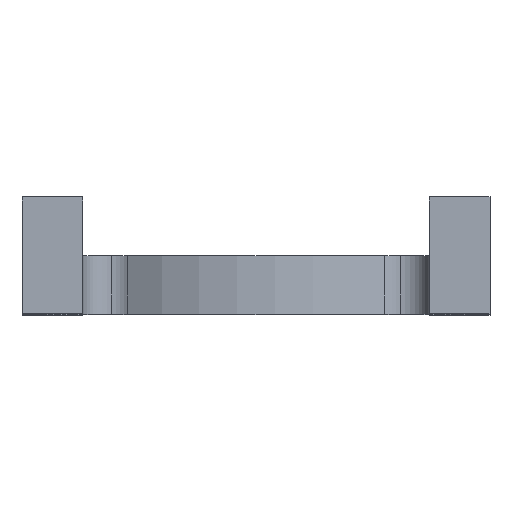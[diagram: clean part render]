
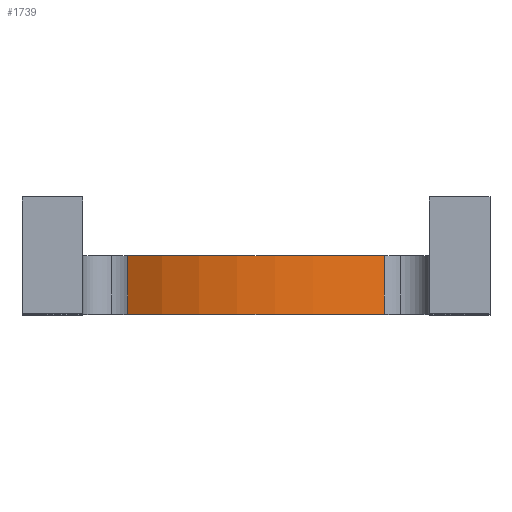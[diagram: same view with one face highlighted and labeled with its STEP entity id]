
A CAD part, top view. The second image highlights one B-rep face of the part: STEP entity #1739.
In plain terms, the highlighted cylindrical face has radius 12.7 mm (diameter 25.4 mm), a partial arc.
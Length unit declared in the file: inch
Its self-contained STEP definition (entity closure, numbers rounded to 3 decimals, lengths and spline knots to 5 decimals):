
#35 = CIRCLE ( 'NONE', #1618, 0.5 ) ;
#39 = ORIENTED_EDGE ( 'NONE', *, *, #1131, .F. ) ;
#69 = VERTEX_POINT ( 'NONE', #308 ) ;
#171 = CARTESIAN_POINT ( 'NONE',  ( 0., 0.125, 0. ) ) ;
#308 = CARTESIAN_POINT ( 'NONE',  ( -0.27363, 0., 0.41848 ) ) ;
#366 = CARTESIAN_POINT ( 'NONE',  ( 0., 0., 0. ) ) ;
#367 = LINE ( 'NONE', #2598, #1943 ) ;
#382 = CARTESIAN_POINT ( 'NONE',  ( -0.27363, -0.47791, 0.41848 ) ) ;
#420 = VERTEX_POINT ( 'NONE', #1731 ) ;
#553 = VERTEX_POINT ( 'NONE', #1837 ) ;
#564 = DIRECTION ( 'NONE',  ( 0., 0., 1. ) ) ;
#587 = DIRECTION ( 'NONE',  ( 0., 0., -1. ) ) ;
#603 = EDGE_CURVE ( 'NONE', #420, #553, #35, .T. ) ;
#780 = ORIENTED_EDGE ( 'NONE', *, *, #943, .T. ) ;
#794 = ORIENTED_EDGE ( 'NONE', *, *, #603, .F. ) ;
#943 = EDGE_CURVE ( 'NONE', #2362, #553, #367, .T. ) ;
#1023 = DIRECTION ( 'NONE',  ( 0., 1., 0. ) ) ;
#1031 = ORIENTED_EDGE ( 'NONE', *, *, #1669, .T. ) ;
#1090 = AXIS2_PLACEMENT_3D ( 'NONE', #171, #1839, #587 ) ;
#1131 = EDGE_CURVE ( 'NONE', #69, #420, #2085, .T. ) ;
#1177 = CARTESIAN_POINT ( 'NONE',  ( 0.27363, 0., 0.41848 ) ) ;
#1215 = CYLINDRICAL_SURFACE ( 'NONE', #1090, 0.5 ) ;
#1474 = CIRCLE ( 'NONE', #2089, 0.5 ) ;
#1618 = AXIS2_PLACEMENT_3D ( 'NONE', #2251, #1023, #2470 ) ;
#1669 = EDGE_CURVE ( 'NONE', #69, #2362, #1474, .T. ) ;
#1731 = CARTESIAN_POINT ( 'NONE',  ( -0.27363, 0.125, 0.41848 ) ) ;
#1739 = ADVANCED_FACE ( 'NONE', ( #1894 ), #1215, .T. ) ;
#1808 = DIRECTION ( 'NONE',  ( 0., 1., 0. ) ) ;
#1831 = DIRECTION ( 'NONE',  ( 0., 1., 0. ) ) ;
#1837 = CARTESIAN_POINT ( 'NONE',  ( 0.27363, 0.125, 0.41848 ) ) ;
#1839 = DIRECTION ( 'NONE',  ( 0., -1., 0. ) ) ;
#1894 = FACE_OUTER_BOUND ( 'NONE', #2634, .T. ) ;
#1943 = VECTOR ( 'NONE', #2388, 39.37008 ) ;
#2085 = LINE ( 'NONE', #382, #2159 ) ;
#2089 = AXIS2_PLACEMENT_3D ( 'NONE', #366, #1808, #564 ) ;
#2159 = VECTOR ( 'NONE', #1831, 39.37008 ) ;
#2251 = CARTESIAN_POINT ( 'NONE',  ( 0., 0.125, 0. ) ) ;
#2362 = VERTEX_POINT ( 'NONE', #1177 ) ;
#2388 = DIRECTION ( 'NONE',  ( 0., 1., 0. ) ) ;
#2470 = DIRECTION ( 'NONE',  ( 0., 0., 1. ) ) ;
#2598 = CARTESIAN_POINT ( 'NONE',  ( 0.27363, -0.47791, 0.41848 ) ) ;
#2634 = EDGE_LOOP ( 'NONE', ( #1031, #780, #794, #39 ) ) ;
